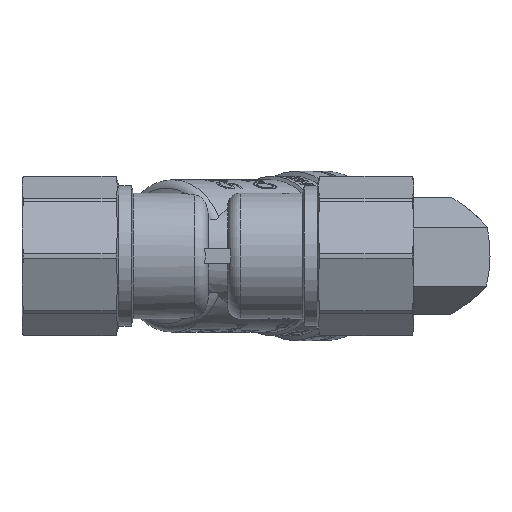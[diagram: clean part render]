
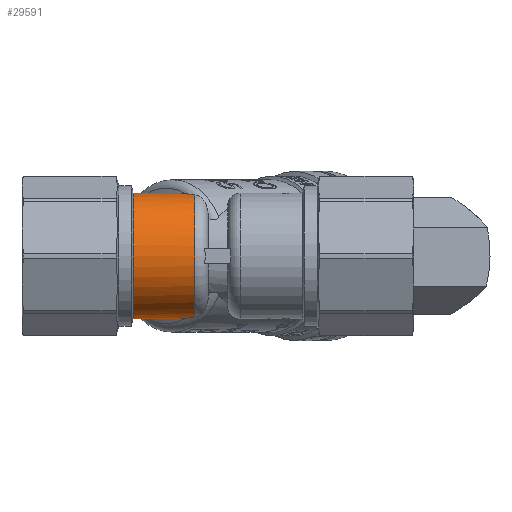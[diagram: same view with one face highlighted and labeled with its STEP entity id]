
A CAD part, front view. The second image highlights one B-rep face of the part: STEP entity #29591.
In plain terms, the highlighted cylindrical face has radius 13 mm (diameter 26 mm), a partial arc.
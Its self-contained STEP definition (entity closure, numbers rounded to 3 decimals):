
#1088 = EDGE_LOOP ( 'NONE', ( #37238, #37825, #38121, #38633, #39386, #40069, #40244, #40729 ) ) ;
#1220 = B_SPLINE_CURVE_WITH_KNOTS ( 'NONE', 3,
 ( #31537, #29033, #21284, #20929 ),
 .UNSPECIFIED., .F., .F.,
 ( 4, 4 ),
 ( 0.013, 0.016 ),
 .UNSPECIFIED. ) ;
#3833 = DIRECTION ( 'NONE',  ( 0., 0., 1. ) ) ;
#3845 = DIRECTION ( 'NONE',  ( -1., 0., 0. ) ) ;
#4004 = CARTESIAN_POINT ( 'NONE',  ( -4.739, 0., 0. ) ) ;
#5919 = CARTESIAN_POINT ( 'NONE',  ( -4.739, -3.147, 12.613 ) ) ;
#5992 = CARTESIAN_POINT ( 'NONE',  ( -5.108, -2.965, 12.659 ) ) ;
#6078 = CARTESIAN_POINT ( 'NONE',  ( -5.447, -2.742, 12.71 ) ) ;
#6138 = CARTESIAN_POINT ( 'NONE',  ( -6.719, -1.72, 12.886 ) ) ;
#6347 = CARTESIAN_POINT ( 'NONE',  ( -6.101, -2.257, 12.805 ) ) ;
#7715 = VERTEX_POINT ( 'NONE', #30726 ) ;
#7774 = DIRECTION ( 'NONE',  ( 0., 0., 1. ) ) ;
#7932 = EDGE_CURVE ( 'NONE', #47756, #29392, #54581, .T. ) ;
#8234 = EDGE_CURVE ( 'NONE', #47306, #47756, #1220, .T. ) ;
#8268 = DIRECTION ( 'NONE',  ( 0., 0., 1. ) ) ;
#8278 = DIRECTION ( 'NONE',  ( -1., 0., 0. ) ) ;
#8355 = CARTESIAN_POINT ( 'NONE',  ( -17.5, 0., 0. ) ) ;
#9006 = EDGE_CURVE ( 'NONE', #47306, #33184, #55383, .T. ) ;
#9061 = CARTESIAN_POINT ( 'NONE',  ( -17.5, 0., -13. ) ) ;
#9301 = CARTESIAN_POINT ( 'NONE',  ( -6.415, -1.993, 12.849 ) ) ;
#10841 = CARTESIAN_POINT ( 'NONE',  ( -4.739, -3.147, 12.613 ) ) ;
#12807 = EDGE_CURVE ( 'NONE', #50410, #33184, #46538, .T. ) ;
#12984 = EDGE_CURVE ( 'NONE', #57736, #29392, #56760, .T. ) ;
#13270 = EDGE_CURVE ( 'NONE', #57736, #7715, #50939, .T. ) ;
#13639 = EDGE_CURVE ( 'NONE', #7715, #63196, #20027, .T. ) ;
#14023 = CARTESIAN_POINT ( 'NONE',  ( -8.602, 0., -13. ) ) ;
#16767 = VECTOR ( 'NONE', #25863, 1000. ) ;
#17630 = FACE_OUTER_BOUND ( 'NONE', #1088, .T. ) ;
#20027 = B_SPLINE_CURVE_WITH_KNOTS ( 'NONE', 3,
 ( #32036, #31444, #28135, #28121 ),
 .UNSPECIFIED., .F., .F.,
 ( 4, 4 ),
 ( 0.003, 0.005 ),
 .UNSPECIFIED. ) ;
#20832 = CARTESIAN_POINT ( 'NONE',  ( -6.719, -1.72, 12.886 ) ) ;
#20929 = CARTESIAN_POINT ( 'NONE',  ( -6.719, -1.72, 12.886 ) ) ;
#21284 = CARTESIAN_POINT ( 'NONE',  ( -7.348, -1.153, 12.961 ) ) ;
#21385 = EDGE_CURVE ( 'NONE', #63196, #50410, #30013, .T. ) ;
#23782 = CARTESIAN_POINT ( 'NONE',  ( -17.5, 0., 13. ) ) ;
#25863 = DIRECTION ( 'NONE',  ( -1., 0., 0. ) ) ;
#27611 = CARTESIAN_POINT ( 'NONE',  ( -4.739, -3.147, -12.613 ) ) ;
#27984 = DIRECTION ( 'NONE',  ( -1., 0., 0. ) ) ;
#28121 = CARTESIAN_POINT ( 'NONE',  ( -8.602, 0., -13. ) ) ;
#28135 = CARTESIAN_POINT ( 'NONE',  ( -7.978, -0.578, -13. ) ) ;
#28349 = CARTESIAN_POINT ( 'NONE',  ( 0., 0., 13. ) ) ;
#29033 = CARTESIAN_POINT ( 'NONE',  ( -7.98, -0.577, 13. ) ) ;
#29392 = VERTEX_POINT ( 'NONE', #10841 ) ;
#29591 = ADVANCED_FACE ( 'NONE', ( #17630 ), #54422, .T. ) ;
#30013 = LINE ( 'NONE', #45812, #16767 ) ;
#30726 = CARTESIAN_POINT ( 'NONE',  ( -6.719, -1.72, -12.886 ) ) ;
#31444 = CARTESIAN_POINT ( 'NONE',  ( -7.35, -1.151, -12.962 ) ) ;
#31537 = CARTESIAN_POINT ( 'NONE',  ( -8.602, 0., 13. ) ) ;
#31827 = AXIS2_PLACEMENT_3D ( 'NONE', #52578, #57607, #7774 ) ;
#32036 = CARTESIAN_POINT ( 'NONE',  ( -6.719, -1.72, -12.886 ) ) ;
#33184 = VERTEX_POINT ( 'NONE', #23782 ) ;
#37238 = ORIENTED_EDGE ( 'NONE', *, *, #21385, .F. ) ;
#37825 = ORIENTED_EDGE ( 'NONE', *, *, #13639, .F. ) ;
#38121 = ORIENTED_EDGE ( 'NONE', *, *, #13270, .F. ) ;
#38581 = CARTESIAN_POINT ( 'NONE',  ( -8.602, 0., 13. ) ) ;
#38633 = ORIENTED_EDGE ( 'NONE', *, *, #12984, .T. ) ;
#39386 = ORIENTED_EDGE ( 'NONE', *, *, #7932, .F. ) ;
#40069 = ORIENTED_EDGE ( 'NONE', *, *, #8234, .F. ) ;
#40244 = ORIENTED_EDGE ( 'NONE', *, *, #9006, .T. ) ;
#40729 = ORIENTED_EDGE ( 'NONE', *, *, #12807, .F. ) ;
#45812 = CARTESIAN_POINT ( 'NONE',  ( 0., 0., -13. ) ) ;
#46538 = CIRCLE ( 'NONE', #51482, 13. ) ;
#47306 = VERTEX_POINT ( 'NONE', #38581 ) ;
#47756 = VERTEX_POINT ( 'NONE', #20832 ) ;
#48505 = AXIS2_PLACEMENT_3D ( 'NONE', #4004, #3845, #3833 ) ;
#50410 = VERTEX_POINT ( 'NONE', #9061 ) ;
#50939 = B_SPLINE_CURVE_WITH_KNOTS ( 'NONE', 3,
 ( #61568, #61940, #61043, #60336, #59914, #59922 ),
 .UNSPECIFIED., .F., .F.,
 ( 4, 2, 4 ),
 ( 0., 0.001, 0.002 ),
 .UNSPECIFIED. ) ;
#51482 = AXIS2_PLACEMENT_3D ( 'NONE', #8355, #8278, #8268 ) ;
#52578 = CARTESIAN_POINT ( 'NONE',  ( 0., 0., 0. ) ) ;
#54422 = CYLINDRICAL_SURFACE ( 'NONE', #31827, 13. ) ;
#54581 = B_SPLINE_CURVE_WITH_KNOTS ( 'NONE', 3,
 ( #6138, #9301, #6347, #6078, #5992, #5919 ),
 .UNSPECIFIED., .F., .F.,
 ( 4, 2, 4 ),
 ( 0.016, 0.017, 0.018 ),
 .UNSPECIFIED. ) ;
#55383 = LINE ( 'NONE', #28349, #56951 ) ;
#56760 = CIRCLE ( 'NONE', #48505, 13. ) ;
#56951 = VECTOR ( 'NONE', #27984, 1000. ) ;
#57607 = DIRECTION ( 'NONE',  ( -1., 0., 0. ) ) ;
#57736 = VERTEX_POINT ( 'NONE', #27611 ) ;
#59914 = CARTESIAN_POINT ( 'NONE',  ( -6.414, -1.994, -12.849 ) ) ;
#59922 = CARTESIAN_POINT ( 'NONE',  ( -6.719, -1.72, -12.886 ) ) ;
#60336 = CARTESIAN_POINT ( 'NONE',  ( -6.102, -2.256, -12.805 ) ) ;
#61043 = CARTESIAN_POINT ( 'NONE',  ( -5.449, -2.74, -12.71 ) ) ;
#61568 = CARTESIAN_POINT ( 'NONE',  ( -4.739, -3.147, -12.613 ) ) ;
#61940 = CARTESIAN_POINT ( 'NONE',  ( -5.11, -2.965, -12.659 ) ) ;
#63196 = VERTEX_POINT ( 'NONE', #14023 ) ;
